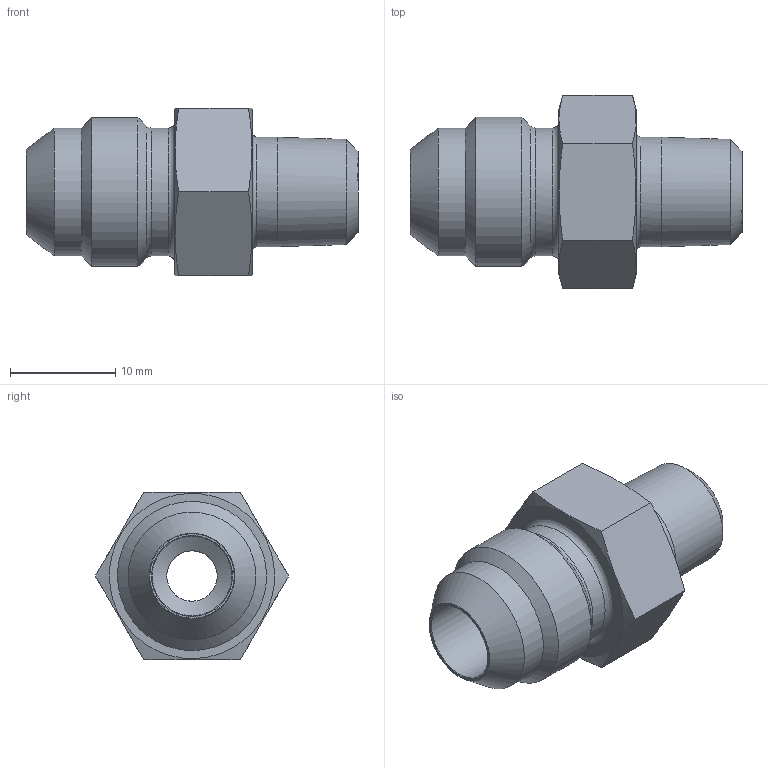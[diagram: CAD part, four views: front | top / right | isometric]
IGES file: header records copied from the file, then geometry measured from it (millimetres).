
Global section: file name: 6-2_FTX-S; native system: Autodesk Inventor 2016; preprocessor: unknown; author: 524488; date: 20170823.105221; units: inch
Bounding box: 31.5 x 18.33 x 15.88 mm (x, y, z)
Volume: 3122.2 mm3; surface area: 2230.1 mm2
Topology: 1 solids, 1 shells, 30 faces, 88 edges, 62 vertices
Faces by surface type: bspline 30
